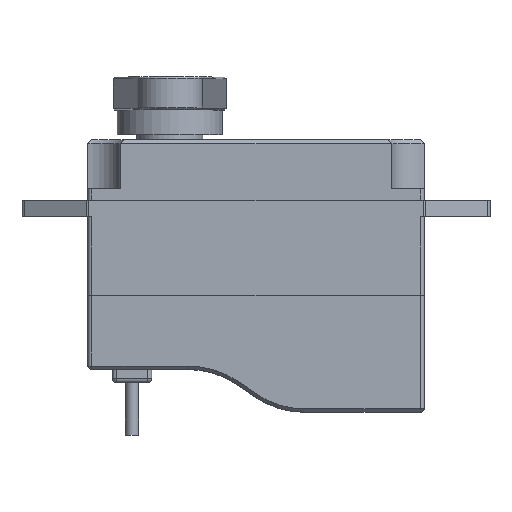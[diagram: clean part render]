
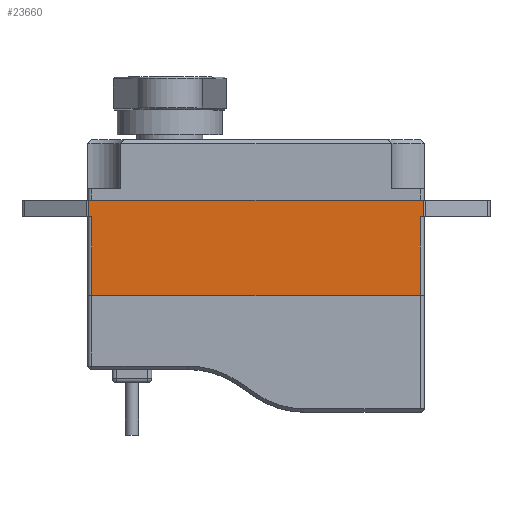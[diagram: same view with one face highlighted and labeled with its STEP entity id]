
A CAD part, top view. The second image highlights one B-rep face of the part: STEP entity #23660.
In plain terms, the highlighted planar face has unit normal (0, 0, 1).
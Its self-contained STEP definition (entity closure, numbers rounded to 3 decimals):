
#10=CARTESIAN_POINT('',(0.,0.,3.5));
#20=DIRECTION('',(0.,0.,1.));
#30=DIRECTION('',(1.,0.,0.));
#40=AXIS2_PLACEMENT_3D('',#10,#20,#30);
#50=PLANE('',#40);
#520=CARTESIAN_POINT('',(21.931,-9.567,3.5));
#530=VERTEX_POINT('',#520);
#560=CARTESIAN_POINT('',(0.,-9.567,3.5));
#570=DIRECTION('',(1.,0.,0.));
#580=VECTOR('',#570,1.);
#590=LINE('',#560,#580);
#600=CARTESIAN_POINT('',(1.931,-9.567,3.5));
#610=VERTEX_POINT('',#600);
#620=EDGE_CURVE('',#610,#530,#590,.T.);
#12040=CARTESIAN_POINT('',(1.746,-9.567,3.5));
#12050=VERTEX_POINT('',#12040);
#12060=EDGE_CURVE('',#12050,#610,#590,.T.);
#13040=CARTESIAN_POINT('',(1.746,-10.567,3.5));
#13050=VERTEX_POINT('',#13040);
#13080=CARTESIAN_POINT('',(0.,-10.567,3.5));
#13090=DIRECTION('',(1.,0.,-0.));
#13100=VECTOR('',#13090,1.);
#13110=LINE('',#13080,#13100);
#13120=CARTESIAN_POINT('',(1.931,-10.567,3.5));
#13130=VERTEX_POINT('',#13120);
#13140=EDGE_CURVE('',#13050,#13130,#13110,.T.);
#15960=CARTESIAN_POINT('',(21.931,-10.567,3.5));
#15970=VERTEX_POINT('',#15960);
#16000=CARTESIAN_POINT('',(0.,-10.567,3.5));
#16010=DIRECTION('',(1.,0.,-0.));
#16020=VECTOR('',#16010,1.);
#16030=LINE('',#16000,#16020);
#16040=CARTESIAN_POINT('',(22.116,-10.567,3.5));
#16050=VERTEX_POINT('',#16040);
#16060=EDGE_CURVE('',#15970,#16050,#16030,.T.);
#16930=CARTESIAN_POINT('',(22.116,-9.567,3.5));
#16940=VERTEX_POINT('',#16930);
#16970=EDGE_CURVE('',#530,#16940,#590,.T.);
#19860=CARTESIAN_POINT('',(21.931,-15.367,3.5));
#19870=VERTEX_POINT('',#19860);
#19900=CARTESIAN_POINT('',(21.931,0.,3.5));
#19910=DIRECTION('',(0.,1.,-0.));
#19920=VECTOR('',#19910,1.);
#19930=LINE('',#19900,#19920);
#19940=EDGE_CURVE('',#19870,#15970,#19930,.T.);
#20140=CARTESIAN_POINT('',(22.116,0.,3.5));
#20150=DIRECTION('',(0.,1.,-0.));
#20160=VECTOR('',#20150,1.);
#20170=LINE('',#20140,#20160);
#20180=EDGE_CURVE('',#16050,#16940,#20170,.T.);
#20560=CARTESIAN_POINT('',(1.931,-15.367,3.5));
#20570=VERTEX_POINT('',#20560);
#20600=CARTESIAN_POINT('',(1.931,0.,3.5));
#20610=DIRECTION('',(0.,-1.,-0.));
#20620=VECTOR('',#20610,1.);
#20630=LINE('',#20600,#20620);
#20860=CARTESIAN_POINT('',(1.746,0.,3.5));
#20870=DIRECTION('',(0.,-1.,-0.));
#20880=VECTOR('',#20870,1.);
#20890=LINE('',#20860,#20880);
#20900=EDGE_CURVE('',#12050,#13050,#20890,.T.);
#23360=EDGE_CURVE('',#13130,#20570,#20630,.T.);
#23490=ORIENTED_EDGE('',*,*,#23360,.T.);
#23500=ORIENTED_EDGE('',*,*,#13140,.T.);
#23510=ORIENTED_EDGE('',*,*,#20900,.T.);
#23520=ORIENTED_EDGE('',*,*,#12060,.F.);
#23530=ORIENTED_EDGE('',*,*,#620,.F.);
#23540=ORIENTED_EDGE('',*,*,#16970,.F.);
#23550=ORIENTED_EDGE('',*,*,#20180,.T.);
#23560=ORIENTED_EDGE('',*,*,#16060,.T.);
#23570=ORIENTED_EDGE('',*,*,#19940,.T.);
#23580=CARTESIAN_POINT('',(0.,-15.367,3.5));
#23590=DIRECTION('',(-1.,0.,0.));
#23600=VECTOR('',#23590,1.);
#23610=LINE('',#23580,#23600);
#23620=EDGE_CURVE('',#19870,#20570,#23610,.T.);
#23630=ORIENTED_EDGE('',*,*,#23620,.F.);
#23640=EDGE_LOOP('',(#23630,#23570,#23560,#23550,#23540,#23530,#23520,
#23510,#23500,#23490));
#23650=FACE_OUTER_BOUND('',#23640,.T.);
#23660=ADVANCED_FACE('',(#23650),#50,.T.);
